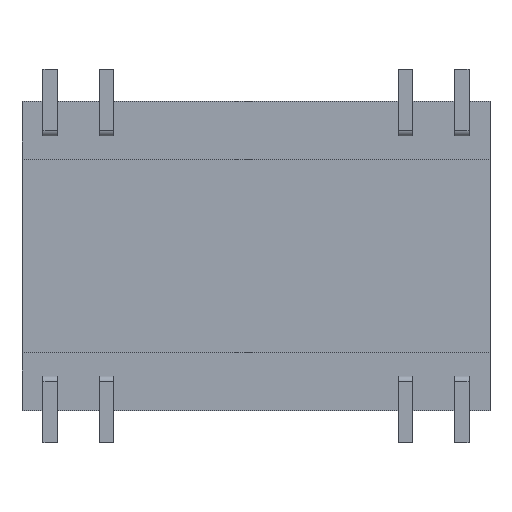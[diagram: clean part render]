
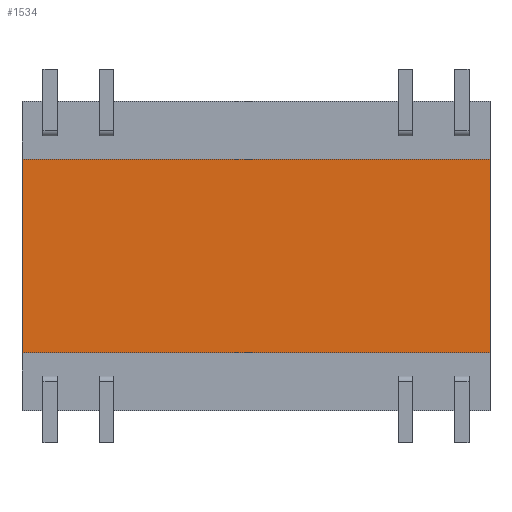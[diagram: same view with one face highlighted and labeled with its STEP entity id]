
A CAD part, front view. The second image highlights one B-rep face of the part: STEP entity #1534.
In plain terms, the highlighted planar face has unit normal (0, -1, 0).
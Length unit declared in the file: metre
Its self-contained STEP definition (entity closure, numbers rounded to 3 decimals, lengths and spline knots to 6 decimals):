
#260=ORIENTED_EDGE('',*,*,#638,.T.);
#261=ORIENTED_EDGE('',*,*,#650,.F.);
#262=ORIENTED_EDGE('',*,*,#631,.F.);
#263=ORIENTED_EDGE('',*,*,#648,.T.);
#631=EDGE_CURVE('',#807,#808,#975,.T.);
#638=EDGE_CURVE('',#815,#814,#982,.T.);
#648=EDGE_CURVE('',#807,#815,#992,.T.);
#650=EDGE_CURVE('',#808,#814,#994,.T.);
#807=VERTEX_POINT('',#2410);
#808=VERTEX_POINT('',#2412);
#814=VERTEX_POINT('',#2425);
#815=VERTEX_POINT('',#2427);
#975=LINE('',#2411,#1175);
#982=LINE('',#2426,#1182);
#992=LINE('',#2446,#1192);
#994=LINE('',#2449,#1194);
#1175=VECTOR('',#1956,1.);
#1182=VECTOR('',#1965,1.);
#1192=VECTOR('',#1977,1.);
#1194=VECTOR('',#1981,1.);
#1280=EDGE_LOOP('',(#260,#261,#262,#263));
#1370=FACE_BOUND('',#1280,.T.);
#1452=PLANE('',#1645);
#1534=ADVANCED_FACE('',(#1370),#1452,.F.);
#1645=AXIS2_PLACEMENT_3D('',#2448,#1979,#1980);
#1956=DIRECTION('',(0.,0.,-1.));
#1965=DIRECTION('',(0.,0.,-1.));
#1977=DIRECTION('',(-1.,0.,0.));
#1979=DIRECTION('',(0.,1.,0.));
#1980=DIRECTION('',(1.,0.,0.));
#1981=DIRECTION('',(-1.,0.,0.));
#2410=CARTESIAN_POINT('',(0.010595,-0.001,0.00438));
#2411=CARTESIAN_POINT('',(0.010595,-0.001,0.00219));
#2412=CARTESIAN_POINT('',(0.010595,-0.001,-0.00438));
#2425=CARTESIAN_POINT('',(-0.010595,-0.001,-0.00438));
#2426=CARTESIAN_POINT('',(-0.010595,-0.001,0.00219));
#2427=CARTESIAN_POINT('',(-0.010595,-0.001,0.00438));
#2446=CARTESIAN_POINT('',(0.010595,-0.001,0.00438));
#2448=CARTESIAN_POINT('',(0.010595,-0.001,0.00219));
#2449=CARTESIAN_POINT('',(0.010595,-0.001,-0.00438));
